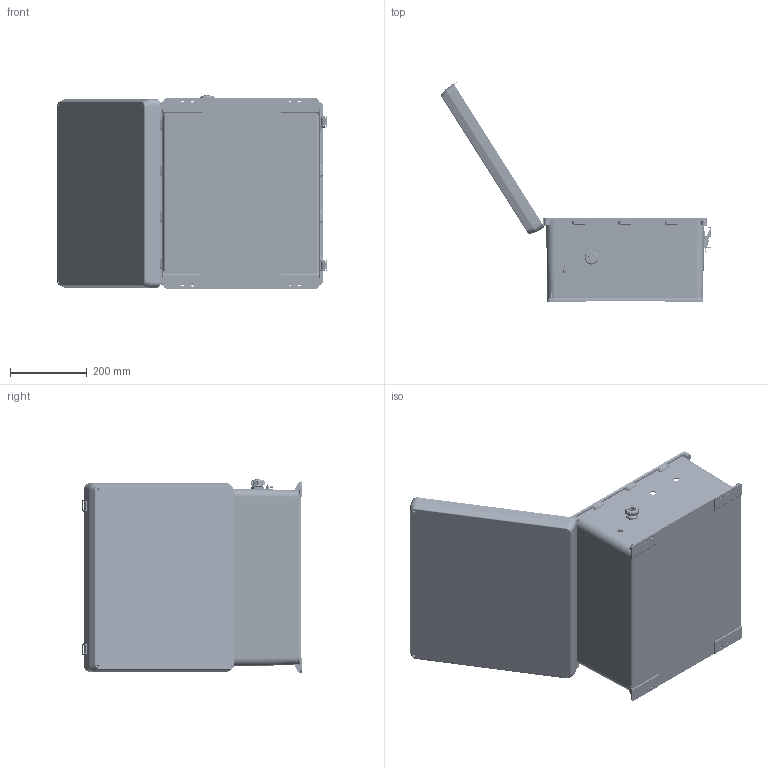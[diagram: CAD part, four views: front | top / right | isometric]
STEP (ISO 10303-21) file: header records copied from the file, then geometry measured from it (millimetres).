
FILE_DESCRIPTION (( 'STEP AP214' ), '1' );
FILE_NAME ('TEF181608-2H0.STEP', '2019-05-10T12:21:32', ( '' ), ( '' ), 'SwSTEP 2.0', 'SolidWorks 2018', '' );
FILE_SCHEMA (( 'AUTOMOTIVE_DESIGN' ));
Length unit declared in the file: inch
Products named in the file (25): TEF181608-2H0; NB181608-Box; XFW-0002; XFN-0013; XFS-0026; NB181608-DoorClasp-1; XC-0003; NB181608-Lid; XFS-0017; MJSCVR; XCT-0010; XMH-0007; XF685-01; XFN-0003; XHIC-HTR220; XCTB-0002; XCT-0005; NB181608-DoorClasp-2; XF797-02; 10-32 NEMA PLATE SCREW; NEMA 18 GroundWire; XFS-0031; XCT-0011; 1AM07-189; NB181608-Hinge
Assembly tree (43 placements, depth 2):
  TEF181608-2H0
    NB181608-Box
    NB181608-Hinge  x2
    NB181608-Lid
    NB181608-DoorClasp-1  x2
    NB181608-DoorClasp-2  x2
    XF685-01
    XMH-0007  x4
    XCTB-0002
    10-32 NEMA PLATE SCREW  x4
    XFN-0013  x2
    XF797-02
    XFS-0017  x3
    XCT-0011
    XCT-0010
    XFN-0003  x2
    XC-0003
    XCT-0005
    XFW-0002
    XFS-0026
    NEMA 18 GroundWire
    XHIC-HTR220  x2
    1AM07-189  x2
    MJSCVR  x4
    XFS-0031  x2
Bounding box: 703.32 x 571.16 x 502.84 mm (x, y, z)
Volume: 4079208.2 mm3; surface area: 2262488.8 mm2
Topology: 49 solids, 50 shells, 5304 faces, 13475 edges, 8310 vertices
Faces by surface type: plane 1885, cylinder 1573, cone 1231, torus 333, bspline 262, sphere 20
Entity records: 126235 total; most frequent: CARTESIAN_POINT 33828, ORIENTED_EDGE 17066, DIRECTION 16644, EDGE_CURVE 8533, AXIS2_PLACEMENT_3D 6139, VERTEX_POINT 5318, VECTOR 4366, LINE 4366
